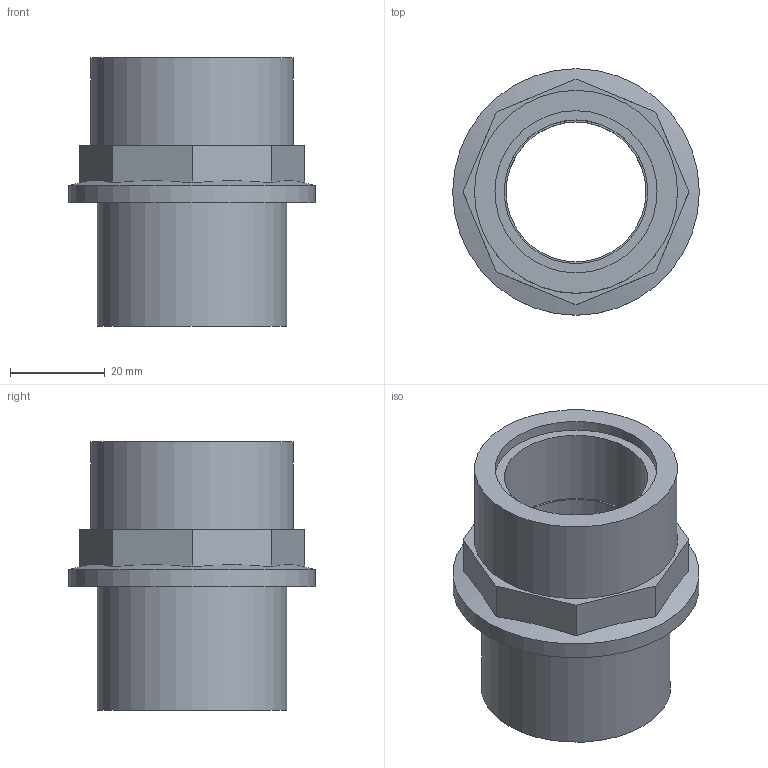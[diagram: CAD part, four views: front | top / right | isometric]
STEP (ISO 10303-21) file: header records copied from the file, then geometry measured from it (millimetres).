
FILE_DESCRIPTION(/* description */ (''),/* implementation_level */ '2;1');
FILE_NAME(/* name */ 'DIFV040032100.ipt.stp',/* time_stamp */ '2013-10-01T14:36:50+02:00',/* author */ ('bfaro'),/* organization */ (''),/* preprocessor_version */ 'ST-DEVELOPER v15.2',/* originating_system */ 'Autodesk Inventor 2014',/* authorisation */ '');
FILE_SCHEMA (('AUTOMOTIVE_DESIGN { 1 0 10303 214 3 1 1 }'));
Length unit declared in the file: millimetre
Products named in the file (1): DIFV040032100
Bounding box: 52 x 52 x 56.6 mm (x, y, z)
Volume: 38318.7 mm3; surface area: 15841.7 mm2
Topology: 1 solids, 1 shells, 23 faces, 49 edges, 33 vertices
Faces by surface type: plane 15, cylinder 7, cone 1
Full cylindrical faces by diameter (mm): 29.5 x1, 30.291 x1, 32 x1, 34.2 x1, 40 x1, 42.8 x1, 52 x1
Entity records: 583 total; most frequent: CARTESIAN_POINT 108, DIRECTION 92, ORIENTED_EDGE 76, EDGE_LOOP 38, EDGE_CURVE 38, AXIS2_PLACEMENT_3D 38, VERTEX_POINT 30, ADVANCED_FACE 23
